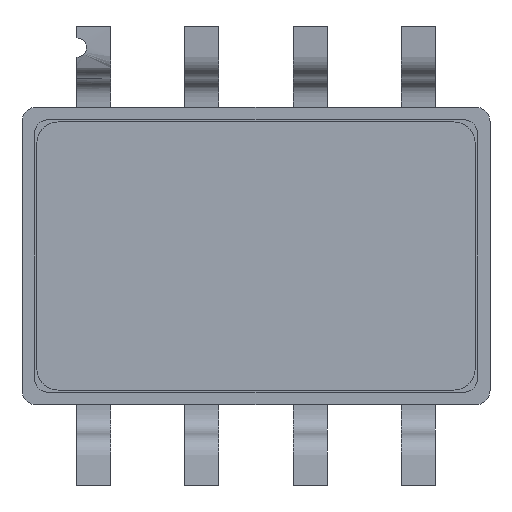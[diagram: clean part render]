
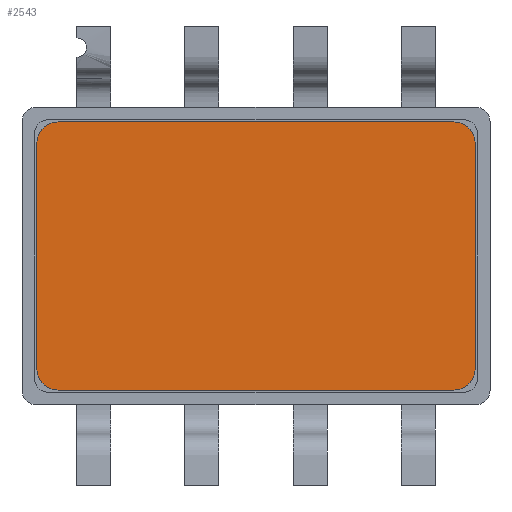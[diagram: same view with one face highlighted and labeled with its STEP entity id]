
A CAD part, left-side view. The second image highlights one B-rep face of the part: STEP entity #2543.
In plain terms, the highlighted planar face has unit normal (-1, 0, 0).
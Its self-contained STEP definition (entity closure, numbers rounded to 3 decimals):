
#219 = DIRECTION ( 'NONE',  ( 0., 0., 1. ) ) ;
#302 = VERTEX_POINT ( 'NONE', #1521 ) ;
#349 = CIRCLE ( 'NONE', #4377, 0.5 ) ;
#610 = CARTESIAN_POINT ( 'NONE',  ( -1.498, 4.65, 2.65 ) ) ;
#655 = ORIENTED_EDGE ( 'NONE', *, *, #2647, .T. ) ;
#709 = CARTESIAN_POINT ( 'NONE',  ( -1.498, 4.65, -2.65 ) ) ;
#885 = VECTOR ( 'NONE', #4133, 1000. ) ;
#927 = ORIENTED_EDGE ( 'NONE', *, *, #4601, .T. ) ;
#1002 = ORIENTED_EDGE ( 'NONE', *, *, #4680, .T. ) ;
#1081 = AXIS2_PLACEMENT_3D ( 'NONE', #1288, #1259, #3003 ) ;
#1098 = DIRECTION ( 'NONE',  ( 0., 0., 1. ) ) ;
#1197 = EDGE_LOOP ( 'NONE', ( #3554, #3144, #2616, #2737, #1002, #655, #1281, #927 ) ) ;
#1259 = DIRECTION ( 'NONE',  ( -1., 0., 0. ) ) ;
#1263 = AXIS2_PLACEMENT_3D ( 'NONE', #3052, #1334, #4735 ) ;
#1275 = DIRECTION ( 'NONE',  ( 0., 0., -1. ) ) ;
#1281 = ORIENTED_EDGE ( 'NONE', *, *, #2830, .T. ) ;
#1288 = CARTESIAN_POINT ( 'NONE',  ( -1.498, -4.65, -2.65 ) ) ;
#1306 = CARTESIAN_POINT ( 'NONE',  ( -1.498, 4.65, 3.15 ) ) ;
#1334 = DIRECTION ( 'NONE',  ( -1., 0., 0. ) ) ;
#1521 = CARTESIAN_POINT ( 'NONE',  ( -1.498, 4.65, -3.15 ) ) ;
#1524 = LINE ( 'NONE', #4582, #885 ) ;
#1537 = VECTOR ( 'NONE', #1275, 1000. ) ;
#1600 = VERTEX_POINT ( 'NONE', #2958 ) ;
#1697 = DIRECTION ( 'NONE',  ( 0., 0., 1. ) ) ;
#1710 = EDGE_CURVE ( 'NONE', #3303, #5025, #1524, .T. ) ;
#1719 = CIRCLE ( 'NONE', #1081, 0.5 ) ;
#1810 = EDGE_CURVE ( 'NONE', #5025, #2960, #4078, .T. ) ;
#1856 = CARTESIAN_POINT ( 'NONE',  ( -1.498, -4.65, 3.15 ) ) ;
#1862 = CARTESIAN_POINT ( 'NONE',  ( -1.498, -5.15, -2.65 ) ) ;
#2033 = DIRECTION ( 'NONE',  ( -1., 0., 0. ) ) ;
#2037 = VECTOR ( 'NONE', #1697, 1000. ) ;
#2106 = LINE ( 'NONE', #3849, #2037 ) ;
#2543 = ADVANCED_FACE ( 'NONE', ( #5444 ), #5535, .T. ) ;
#2616 = ORIENTED_EDGE ( 'NONE', *, *, #1710, .T. ) ;
#2647 = EDGE_CURVE ( 'NONE', #1600, #302, #349, .T. ) ;
#2737 = ORIENTED_EDGE ( 'NONE', *, *, #1810, .T. ) ;
#2826 = DIRECTION ( 'NONE',  ( -1., 0., 0. ) ) ;
#2830 = EDGE_CURVE ( 'NONE', #302, #4599, #3706, .T. ) ;
#2958 = CARTESIAN_POINT ( 'NONE',  ( -1.498, 5.15, -2.65 ) ) ;
#2960 = VERTEX_POINT ( 'NONE', #4072 ) ;
#2973 = AXIS2_PLACEMENT_3D ( 'NONE', #3807, #2826, #5090 ) ;
#3002 = VECTOR ( 'NONE', #4423, 1000. ) ;
#3003 = DIRECTION ( 'NONE',  ( 0., 0., 1. ) ) ;
#3052 = CARTESIAN_POINT ( 'NONE',  ( -1.498, -4.65, 2.65 ) ) ;
#3144 = ORIENTED_EDGE ( 'NONE', *, *, #5033, .T. ) ;
#3291 = CARTESIAN_POINT ( 'NONE',  ( -1.498, -5.15, 2.65 ) ) ;
#3303 = VERTEX_POINT ( 'NONE', #1856 ) ;
#3434 = CARTESIAN_POINT ( 'NONE',  ( -1.498, -4.65, -3.15 ) ) ;
#3554 = ORIENTED_EDGE ( 'NONE', *, *, #5247, .T. ) ;
#3706 = LINE ( 'NONE', #4162, #3002 ) ;
#3807 = CARTESIAN_POINT ( 'NONE',  ( -1.498, -5.5, 0. ) ) ;
#3849 = CARTESIAN_POINT ( 'NONE',  ( -1.498, -5.15, 0. ) ) ;
#3940 = CARTESIAN_POINT ( 'NONE',  ( -1.498, 5.15, 0. ) ) ;
#4072 = CARTESIAN_POINT ( 'NONE',  ( -1.498, 5.15, 2.65 ) ) ;
#4078 = CIRCLE ( 'NONE', #5184, 0.5 ) ;
#4133 = DIRECTION ( 'NONE',  ( 0., 1., 0. ) ) ;
#4162 = CARTESIAN_POINT ( 'NONE',  ( -1.498, -5.5, -3.15 ) ) ;
#4377 = AXIS2_PLACEMENT_3D ( 'NONE', #709, #2033, #219 ) ;
#4413 = VERTEX_POINT ( 'NONE', #3291 ) ;
#4423 = DIRECTION ( 'NONE',  ( 0., -1., 0. ) ) ;
#4547 = CIRCLE ( 'NONE', #1263, 0.5 ) ;
#4582 = CARTESIAN_POINT ( 'NONE',  ( -1.498, -5.5, 3.15 ) ) ;
#4599 = VERTEX_POINT ( 'NONE', #3434 ) ;
#4601 = EDGE_CURVE ( 'NONE', #4599, #5623, #1719, .T. ) ;
#4680 = EDGE_CURVE ( 'NONE', #2960, #1600, #4821, .T. ) ;
#4735 = DIRECTION ( 'NONE',  ( 0., 0., 1. ) ) ;
#4821 = LINE ( 'NONE', #3940, #1537 ) ;
#5022 = DIRECTION ( 'NONE',  ( -1., 0., 0. ) ) ;
#5025 = VERTEX_POINT ( 'NONE', #1306 ) ;
#5033 = EDGE_CURVE ( 'NONE', #4413, #3303, #4547, .T. ) ;
#5090 = DIRECTION ( 'NONE',  ( 0., 0., 1. ) ) ;
#5184 = AXIS2_PLACEMENT_3D ( 'NONE', #610, #5022, #1098 ) ;
#5247 = EDGE_CURVE ( 'NONE', #5623, #4413, #2106, .T. ) ;
#5444 = FACE_OUTER_BOUND ( 'NONE', #1197, .T. ) ;
#5535 = PLANE ( 'NONE',  #2973 ) ;
#5623 = VERTEX_POINT ( 'NONE', #1862 ) ;
